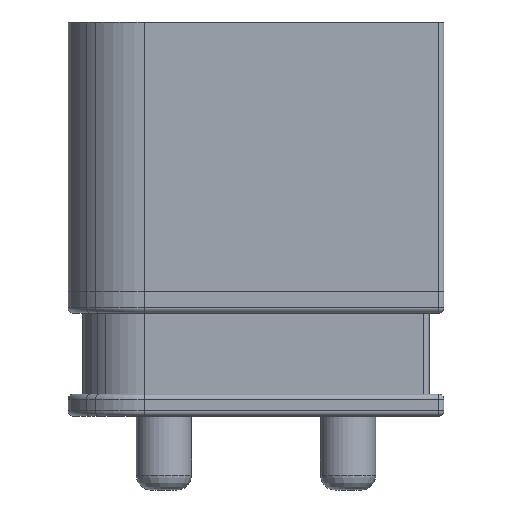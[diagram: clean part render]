
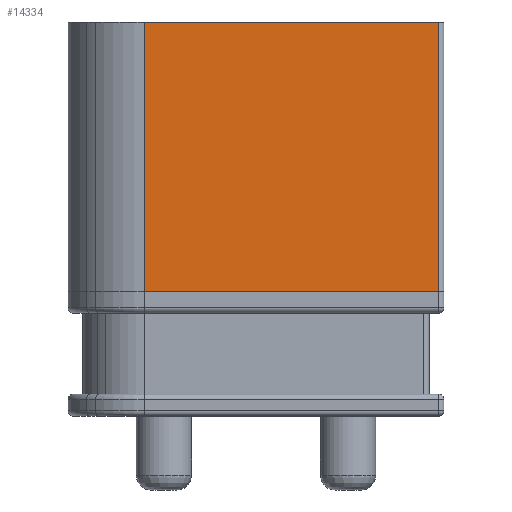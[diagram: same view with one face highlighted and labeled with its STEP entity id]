
A CAD part, front view. The second image highlights one B-rep face of the part: STEP entity #14334.
In plain terms, the highlighted planar face has unit normal (0, -1, 0).
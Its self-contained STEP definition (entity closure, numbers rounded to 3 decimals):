
#13207 = PLANE('',#13208);
#13208 = AXIS2_PLACEMENT_3D('',#13209,#13210,#13211);
#13209 = CARTESIAN_POINT('',(-5.1,-1.039,10.7));
#13210 = DIRECTION('',(0.,0.,1.));
#13211 = DIRECTION('',(1.,0.,0.));
#13290 = VERTEX_POINT('',#13291);
#13291 = CARTESIAN_POINT('',(-3.029,-2.6,10.7));
#13310 = CYLINDRICAL_SURFACE('',#13311,2.);
#13311 = AXIS2_PLACEMENT_3D('',#13312,#13313,#13314);
#13312 = CARTESIAN_POINT('',(-3.029,-0.6,3.4));
#13313 = DIRECTION('',(0.,0.,1.));
#13314 = DIRECTION('',(0.,-1.,0.));
#13322 = EDGE_CURVE('',#13323,#13290,#13325,.T.);
#13323 = VERTEX_POINT('',#13324);
#13324 = CARTESIAN_POINT('',(4.95,-2.6,10.7));
#13325 = SURFACE_CURVE('',#13326,(#13330,#13337),.PCURVE_S1.);
#13326 = LINE('',#13327,#13328);
#13327 = CARTESIAN_POINT('',(5.1,-2.6,10.7));
#13328 = VECTOR('',#13329,1.);
#13329 = DIRECTION('',(-1.,0.,0.));
#13330 = PCURVE('',#13207,#13331);
#13331 = DEFINITIONAL_REPRESENTATION('',(#13332),#13336);
#13332 = LINE('',#13333,#13334);
#13333 = CARTESIAN_POINT('',(10.2,-1.561));
#13334 = VECTOR('',#13335,1.);
#13335 = DIRECTION('',(-1.,0.));
#13336 = ( GEOMETRIC_REPRESENTATION_CONTEXT(2) 
PARAMETRIC_REPRESENTATION_CONTEXT() REPRESENTATION_CONTEXT('2D SPACE',''
  ) );
#13337 = PCURVE('',#13338,#13343);
#13338 = PLANE('',#13339);
#13339 = AXIS2_PLACEMENT_3D('',#13340,#13341,#13342);
#13340 = CARTESIAN_POINT('',(5.1,-2.6,3.4));
#13341 = DIRECTION('',(0.,-1.,0.));
#13342 = DIRECTION('',(-1.,0.,0.));
#13343 = DEFINITIONAL_REPRESENTATION('',(#13344),#13348);
#13344 = LINE('',#13345,#13346);
#13345 = CARTESIAN_POINT('',(0.,-7.3));
#13346 = VECTOR('',#13347,1.);
#13347 = DIRECTION('',(1.,0.));
#13348 = ( GEOMETRIC_REPRESENTATION_CONTEXT(2) 
PARAMETRIC_REPRESENTATION_CONTEXT() REPRESENTATION_CONTEXT('2D SPACE',''
  ) );
#13371 = CYLINDRICAL_SURFACE('',#13372,0.15);
#13372 = AXIS2_PLACEMENT_3D('',#13373,#13374,#13375);
#13373 = CARTESIAN_POINT('',(4.95,-2.45,3.4));
#13374 = DIRECTION('',(0.,0.,1.));
#13375 = DIRECTION('',(1.,0.,0.));
#14229 = VERTEX_POINT('',#14230);
#14230 = CARTESIAN_POINT('',(-3.029,-2.6,3.4));
#14259 = EDGE_CURVE('',#14229,#13290,#14260,.T.);
#14260 = SURFACE_CURVE('',#14261,(#14265,#14272),.PCURVE_S1.);
#14261 = LINE('',#14262,#14263);
#14262 = CARTESIAN_POINT('',(-3.029,-2.6,3.4));
#14263 = VECTOR('',#14264,1.);
#14264 = DIRECTION('',(0.,0.,1.));
#14265 = PCURVE('',#13310,#14266);
#14266 = DEFINITIONAL_REPRESENTATION('',(#14267),#14271);
#14267 = LINE('',#14268,#14269);
#14268 = CARTESIAN_POINT('',(0.,0.));
#14269 = VECTOR('',#14270,1.);
#14270 = DIRECTION('',(0.,1.));
#14271 = ( GEOMETRIC_REPRESENTATION_CONTEXT(2) 
PARAMETRIC_REPRESENTATION_CONTEXT() REPRESENTATION_CONTEXT('2D SPACE',''
  ) );
#14272 = PCURVE('',#13338,#14273);
#14273 = DEFINITIONAL_REPRESENTATION('',(#14274),#14278);
#14274 = LINE('',#14275,#14276);
#14275 = CARTESIAN_POINT('',(8.129,0.));
#14276 = VECTOR('',#14277,1.);
#14277 = DIRECTION('',(0.,-1.));
#14278 = ( GEOMETRIC_REPRESENTATION_CONTEXT(2) 
PARAMETRIC_REPRESENTATION_CONTEXT() REPRESENTATION_CONTEXT('2D SPACE',''
  ) );
#14334 = ADVANCED_FACE('',(#14335),#13338,.T.);
#14335 = FACE_BOUND('',#14336,.T.);
#14336 = EDGE_LOOP('',(#14337,#14365,#14386,#14387));
#14337 = ORIENTED_EDGE('',*,*,#14338,.F.);
#14338 = EDGE_CURVE('',#14339,#14229,#14341,.T.);
#14339 = VERTEX_POINT('',#14340);
#14340 = CARTESIAN_POINT('',(4.95,-2.6,3.4));
#14341 = SURFACE_CURVE('',#14342,(#14346,#14353),.PCURVE_S1.);
#14342 = LINE('',#14343,#14344);
#14343 = CARTESIAN_POINT('',(5.1,-2.6,3.4));
#14344 = VECTOR('',#14345,1.);
#14345 = DIRECTION('',(-1.,0.,0.));
#14346 = PCURVE('',#13338,#14347);
#14347 = DEFINITIONAL_REPRESENTATION('',(#14348),#14352);
#14348 = LINE('',#14349,#14350);
#14349 = CARTESIAN_POINT('',(0.,0.));
#14350 = VECTOR('',#14351,1.);
#14351 = DIRECTION('',(1.,0.));
#14352 = ( GEOMETRIC_REPRESENTATION_CONTEXT(2) 
PARAMETRIC_REPRESENTATION_CONTEXT() REPRESENTATION_CONTEXT('2D SPACE',''
  ) );
#14353 = PCURVE('',#14354,#14359);
#14354 = PLANE('',#14355);
#14355 = AXIS2_PLACEMENT_3D('',#14356,#14357,#14358);
#14356 = CARTESIAN_POINT('',(5.1,-2.6,0.));
#14357 = DIRECTION('',(0.,-1.,0.));
#14358 = DIRECTION('',(-1.,0.,0.));
#14359 = DEFINITIONAL_REPRESENTATION('',(#14360),#14364);
#14360 = LINE('',#14361,#14362);
#14361 = CARTESIAN_POINT('',(0.,-3.4));
#14362 = VECTOR('',#14363,1.);
#14363 = DIRECTION('',(1.,0.));
#14364 = ( GEOMETRIC_REPRESENTATION_CONTEXT(2) 
PARAMETRIC_REPRESENTATION_CONTEXT() REPRESENTATION_CONTEXT('2D SPACE',''
  ) );
#14365 = ORIENTED_EDGE('',*,*,#14366,.T.);
#14366 = EDGE_CURVE('',#14339,#13323,#14367,.T.);
#14367 = SURFACE_CURVE('',#14368,(#14372,#14379),.PCURVE_S1.);
#14368 = LINE('',#14369,#14370);
#14369 = CARTESIAN_POINT('',(4.95,-2.6,3.4));
#14370 = VECTOR('',#14371,1.);
#14371 = DIRECTION('',(0.,0.,1.));
#14372 = PCURVE('',#13338,#14373);
#14373 = DEFINITIONAL_REPRESENTATION('',(#14374),#14378);
#14374 = LINE('',#14375,#14376);
#14375 = CARTESIAN_POINT('',(0.15,0.));
#14376 = VECTOR('',#14377,1.);
#14377 = DIRECTION('',(0.,-1.));
#14378 = ( GEOMETRIC_REPRESENTATION_CONTEXT(2) 
PARAMETRIC_REPRESENTATION_CONTEXT() REPRESENTATION_CONTEXT('2D SPACE',''
  ) );
#14379 = PCURVE('',#13371,#14380);
#14380 = DEFINITIONAL_REPRESENTATION('',(#14381),#14385);
#14381 = LINE('',#14382,#14383);
#14382 = CARTESIAN_POINT('',(-1.571,0.));
#14383 = VECTOR('',#14384,1.);
#14384 = DIRECTION('',(0.,1.));
#14385 = ( GEOMETRIC_REPRESENTATION_CONTEXT(2) 
PARAMETRIC_REPRESENTATION_CONTEXT() REPRESENTATION_CONTEXT('2D SPACE',''
  ) );
#14386 = ORIENTED_EDGE('',*,*,#13322,.T.);
#14387 = ORIENTED_EDGE('',*,*,#14259,.F.);
